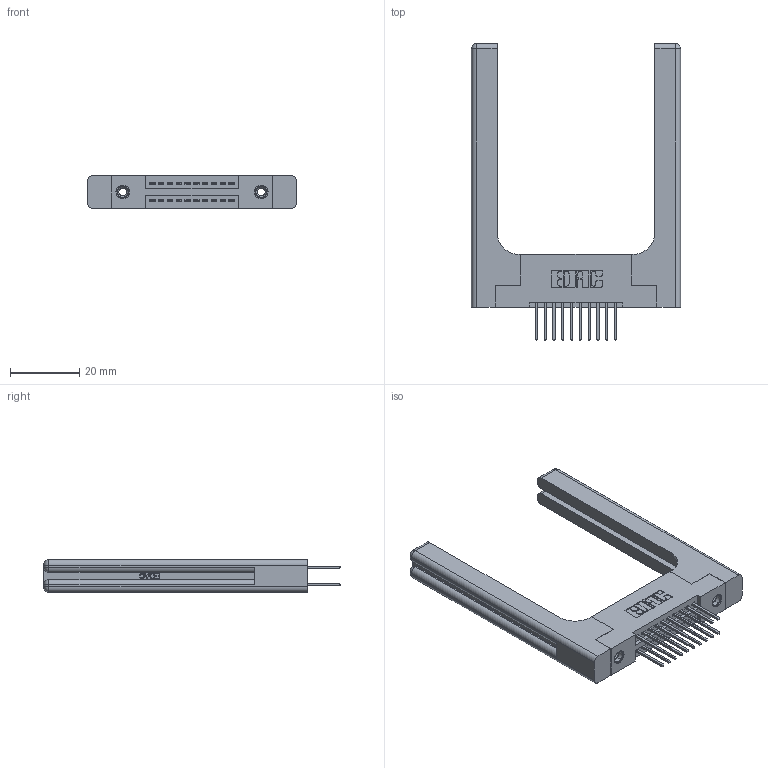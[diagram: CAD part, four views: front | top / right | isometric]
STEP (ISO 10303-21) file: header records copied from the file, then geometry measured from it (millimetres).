
FILE_DESCRIPTION (( 'STEP AP203' ), '1' );
FILE_NAME ('395-020-523-258.STEP', '2019-10-15T20:58:22', ( '' ), ( '' ), 'SwSTEP 2.0', 'SolidWorks 2016', '' );
FILE_SCHEMA (( 'CONFIG_CONTROL_DESIGN' ));
Length unit declared in the file: inch
Products named in the file (5): 345 Part_Flush Mounting Lugs - 0.156 Dia-TH; 345-292-001_345-293-123; 345-250-001_345-250-001-102; 345-220-058_345-220-058; 395-020-523-258
Assembly tree (25 placements, depth 2):
  395-020-523-258
    345 Part_Flush Mounting Lugs - 0.156 Dia-TH
    345-292-001_345-293-123  x20
    345-250-001_345-250-001-102  x2
    345-220-058_345-220-058  x2
Bounding box: 60.43 x 85.78 x 9.4 mm (x, y, z)
Volume: 14089 mm3; surface area: 12921.2 mm2
Topology: 25 solids, 25 shells, 1382 faces, 3987 edges, 2610 vertices
Faces by surface type: plane 888, cylinder 434, bspline 36, cone 12, sphere 8, torus 4
Entity records: 17354 total; most frequent: CARTESIAN_POINT 3933, ORIENTED_EDGE 2664, DIRECTION 2440, EDGE_CURVE 1332, VECTOR 1068, LINE 1068, VERTEX_POINT 878, AXIS2_PLACEMENT_3D 686
